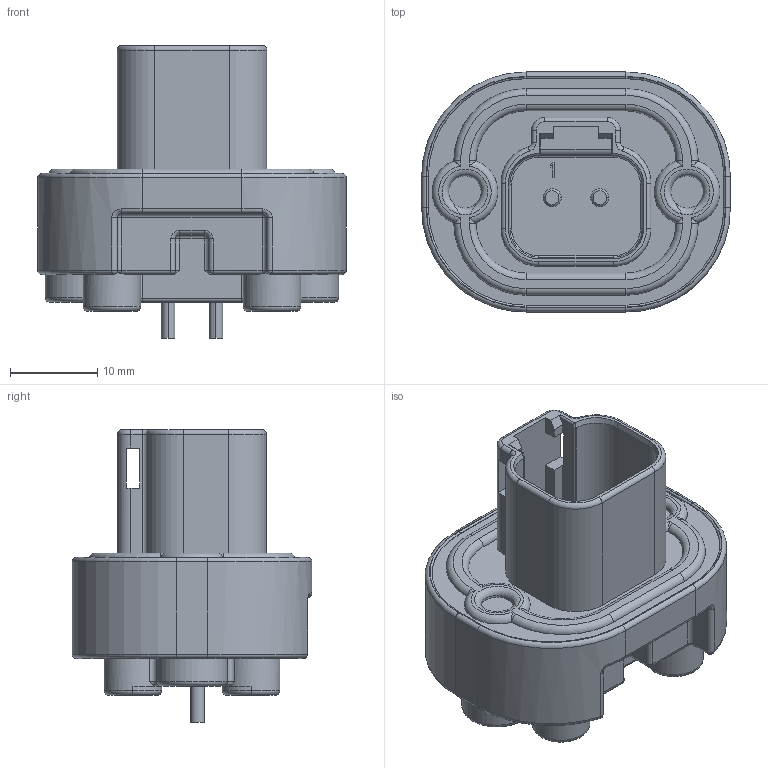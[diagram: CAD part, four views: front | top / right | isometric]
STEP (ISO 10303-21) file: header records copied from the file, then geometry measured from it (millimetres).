
FILE_DESCRIPTION((''),'2;1');
FILE_NAME('C-DT15-2P','2014-07-23T',('workeradm'),('Tyco Electronics Ltd.'),'PRO/ENGINEER BY PARAMETRIC TECHNOLOGY CORPORATION, 2013050','PRO/ENGINEER BY PARAMETRIC TECHNOLOGY CORPORATION, 2013050','');
FILE_SCHEMA(('AUTOMOTIVE_DESIGN { 1 0 10303 214 1 1 1 1 }'));
Length unit declared in the file: millimetre
Products named in the file (1): C-DT15-2P
Bounding box: 35.31 x 27.43 x 33.45 mm (x, y, z)
Volume: 10731.8 mm3; surface area: 5487 mm2
Topology: 1 solids, 1 shells, 291 faces, 719 edges, 442 vertices
Faces by surface type: cylinder 122, plane 85, torus 64, sphere 8, cone 8, bspline 4
Entity records: 9645 total; most frequent: CARTESIAN_POINT 2402, DIRECTION 1591, ORIENTED_EDGE 1438, EDGE_CURVE 719, AXIS2_PLACEMENT_3D 631, VERTEX_POINT 442, CIRCLE 344, VECTOR 329
